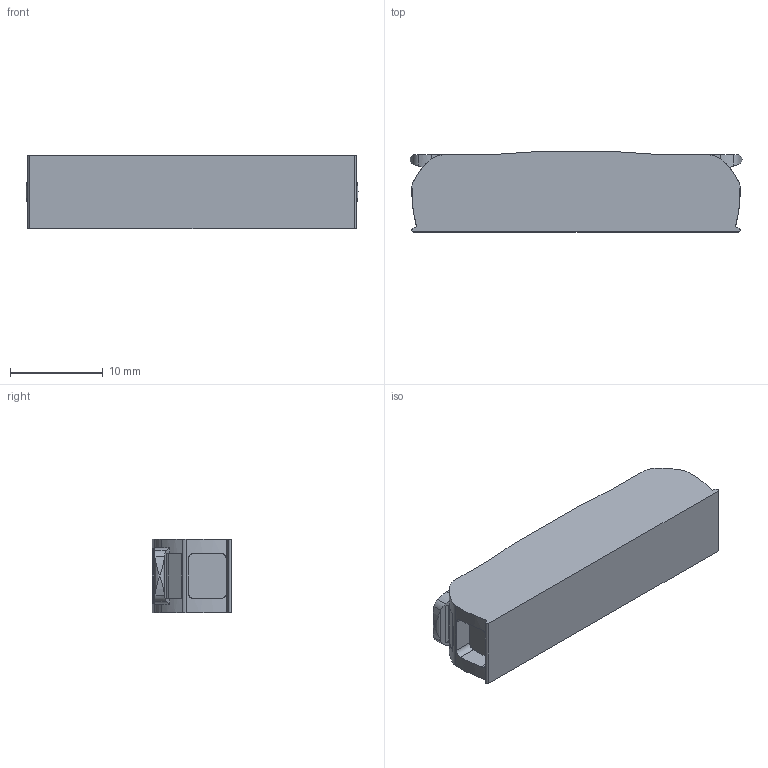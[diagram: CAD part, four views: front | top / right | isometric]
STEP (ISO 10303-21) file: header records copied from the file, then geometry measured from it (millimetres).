
FILE_DESCRIPTION(/* description */ ('221-2401-Inline splicing connector with lever, for all conductor types, 12 AWG (max.), 2-conductor, transparent housing, white cover, Surrounding air temperature: max 85°C (T85)'),/* implementation_level */ '2;1');
FILE_NAME(/* name */ 'WAGO_Inline.stp',/* time_stamp */ '2024-02-16T09:10:26-06:00',/* author */ ('18179'),/* organization */ ('WAGO'),/* preprocessor_version */ 'ST-DEVELOPER v19.2',/* originating_system */ 'Autodesk Inventor 2024',/* authorisation */ '');
FILE_SCHEMA (('AUTOMOTIVE_DESIGN { 1 0 10303 214 3 1 1 }'));
Length unit declared in the file: millimetre
Products named in the file (1): WAGO_Inline
Bounding box: 35.7 x 8.6 x 7.9 mm (x, y, z)
Volume: 2121.5 mm3; surface area: 2174.1 mm2
Topology: 1 solids, 1 shells, 175 faces, 512 edges, 342 vertices
Faces by surface type: plane 105, cylinder 70
Entity records: 6115 total; most frequent: CARTESIAN_POINT 1232, ORIENTED_EDGE 1024, DIRECTION 956, EDGE_CURVE 512, LINE 344, VECTOR 344, VERTEX_POINT 342, AXIS2_PLACEMENT_3D 306
